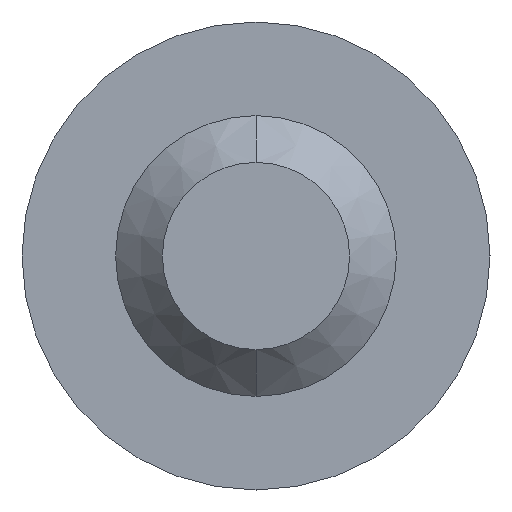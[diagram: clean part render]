
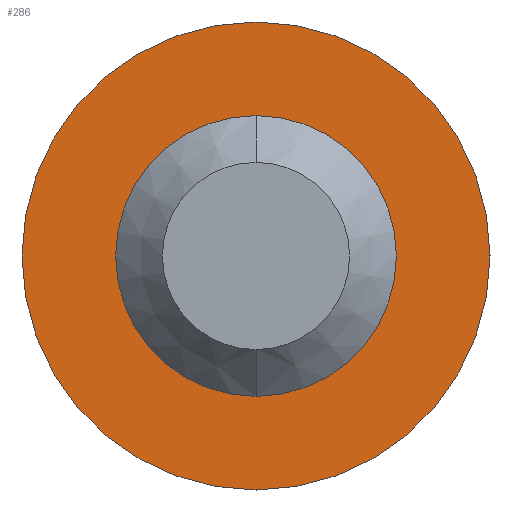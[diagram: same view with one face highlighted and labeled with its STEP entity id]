
A CAD part, front view. The second image highlights one B-rep face of the part: STEP entity #286.
In plain terms, the highlighted planar face has unit normal (0, -1, 0).
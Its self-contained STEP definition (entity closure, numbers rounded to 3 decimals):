
#8 = VERTEX_POINT ( 'NONE', #296 ) ;
#30 = VERTEX_POINT ( 'NONE', #566 ) ;
#42 = CIRCLE ( 'NONE', #718, 3. ) ;
#77 = VERTEX_POINT ( 'NONE', #600 ) ;
#91 = EDGE_CURVE ( 'NONE', #77, #332, #480, .T. ) ;
#106 = AXIS2_PLACEMENT_3D ( 'NONE', #363, #290, #331 ) ;
#113 = FACE_BOUND ( 'NONE', #607, .T. ) ;
#142 = ORIENTED_EDGE ( 'NONE', *, *, #91, .F. ) ;
#146 = ORIENTED_EDGE ( 'NONE', *, *, #267, .T. ) ;
#172 = EDGE_LOOP ( 'NONE', ( #687, #142 ) ) ;
#253 = PLANE ( 'NONE',  #582 ) ;
#254 = CIRCLE ( 'NONE', #106, 3. ) ;
#267 = EDGE_CURVE ( 'NONE', #8, #30, #42, .T. ) ;
#286 = ADVANCED_FACE ( 'NONE', ( #113, #671 ), #253, .F. ) ;
#290 = DIRECTION ( 'NONE',  ( 0., 1., 0. ) ) ;
#296 = CARTESIAN_POINT ( 'NONE',  ( 0., 0., 3. ) ) ;
#309 = DIRECTION ( 'NONE',  ( 0., 1., 0. ) ) ;
#315 = AXIS2_PLACEMENT_3D ( 'NONE', #693, #735, #739 ) ;
#323 = CARTESIAN_POINT ( 'NONE',  ( 0., 0., 0. ) ) ;
#331 = DIRECTION ( 'NONE',  ( 0., 0., 1. ) ) ;
#332 = VERTEX_POINT ( 'NONE', #758 ) ;
#348 = CARTESIAN_POINT ( 'NONE',  ( 0., 0., 0. ) ) ;
#363 = CARTESIAN_POINT ( 'NONE',  ( 0., 0., 0. ) ) ;
#378 = CIRCLE ( 'NONE', #468, 5. ) ;
#406 = DIRECTION ( 'NONE',  ( -1., 0., 0. ) ) ;
#409 = DIRECTION ( 'NONE',  ( 0., 1., 0. ) ) ;
#468 = AXIS2_PLACEMENT_3D ( 'NONE', #348, #309, #694 ) ;
#480 = CIRCLE ( 'NONE', #315, 5. ) ;
#509 = CARTESIAN_POINT ( 'NONE',  ( 0., 0., 0. ) ) ;
#536 = EDGE_CURVE ( 'NONE', #332, #77, #378, .T. ) ;
#560 = EDGE_CURVE ( 'NONE', #30, #8, #254, .T. ) ;
#566 = CARTESIAN_POINT ( 'NONE',  ( 0., 0., -3. ) ) ;
#582 = AXIS2_PLACEMENT_3D ( 'NONE', #323, #740, #406 ) ;
#595 = DIRECTION ( 'NONE',  ( 0., 0., 1. ) ) ;
#600 = CARTESIAN_POINT ( 'NONE',  ( 5., 0., 0. ) ) ;
#607 = EDGE_LOOP ( 'NONE', ( #146, #715 ) ) ;
#671 = FACE_OUTER_BOUND ( 'NONE', #172, .T. ) ;
#687 = ORIENTED_EDGE ( 'NONE', *, *, #536, .F. ) ;
#693 = CARTESIAN_POINT ( 'NONE',  ( 0., 0., 0. ) ) ;
#694 = DIRECTION ( 'NONE',  ( -1., 0., 0. ) ) ;
#715 = ORIENTED_EDGE ( 'NONE', *, *, #560, .T. ) ;
#718 = AXIS2_PLACEMENT_3D ( 'NONE', #509, #409, #595 ) ;
#735 = DIRECTION ( 'NONE',  ( 0., 1., 0. ) ) ;
#739 = DIRECTION ( 'NONE',  ( -1., 0., 0. ) ) ;
#740 = DIRECTION ( 'NONE',  ( 0., 1., 0. ) ) ;
#758 = CARTESIAN_POINT ( 'NONE',  ( -5., 0., 0. ) ) ;
